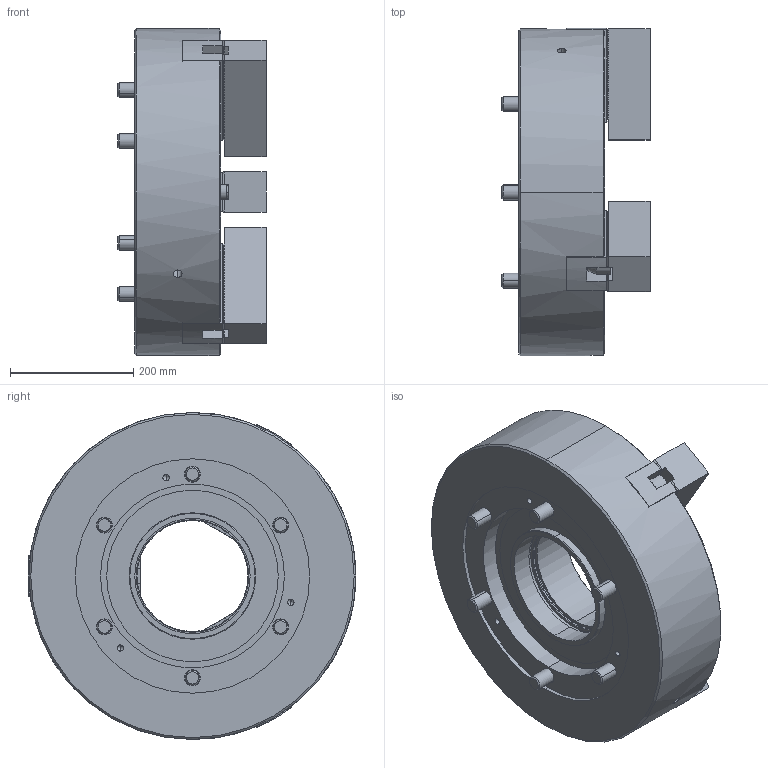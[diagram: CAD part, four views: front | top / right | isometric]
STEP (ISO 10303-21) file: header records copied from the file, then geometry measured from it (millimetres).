
FILE_DESCRIPTION (( 'STEP AP203' ), '1' );
FILE_NAME ('CF-3H-221.STEP', '2023-12-21T07:47:02', ( '' ), ( '' ), 'SwSTEP 2.0', 'SolidWorks 2020', '' );
FILE_SCHEMA (( 'CONFIG_CONTROL_DESIGN' ));
Length unit declared in the file: millimetre
Products named in the file (14): CF-3H-221-05000; 錐平頭六角孔螺栓_M4x10; CF-3H-221-06000; CF-3H-221; CF-3H-221-01000; 3H-221-07000; CF-3H-221-02000; SJ-21; CF-3H-221-03000; 圓頭內六角螺栓_M20x55; CF-3H-221-04000; 圓頭內六角螺栓_M24x140; CF-3H-221-04020(T型塊); 圓頭內六角螺栓_M6x16
Assembly tree (39 placements, depth 2):
  CF-3H-221
    CF-3H-221-01000
    CF-3H-221-02000
    CF-3H-221-03000  x3
    CF-3H-221-04000
    CF-3H-221-04020(T型塊)  x6
    CF-3H-221-05000
    CF-3H-221-06000
    3H-221-07000
    SJ-21  x3
    圓頭內六角螺栓_M20x55  x6
    圓頭內六角螺栓_M24x140  x6
    圓頭內六角螺栓_M6x16  x6
    錐平頭六角孔螺栓_M4x10  x3
Bounding box: 240.2 x 531.47 x 530 mm (x, y, z)
Volume: 27764316.8 mm3; surface area: 1916049.8 mm2
Topology: 39 solids, 39 shells, 4025 faces, 11403 edges, 7481 vertices
Faces by surface type: plane 2895, cylinder 894, cone 232, torus 4
Entity records: 49375 total; most frequent: CARTESIAN_POINT 9429, ORIENTED_EDGE 8182, DIRECTION 7535, EDGE_CURVE 4091, VECTOR 3087, LINE 3087, VERTEX_POINT 2698, AXIS2_PLACEMENT_3D 2224
